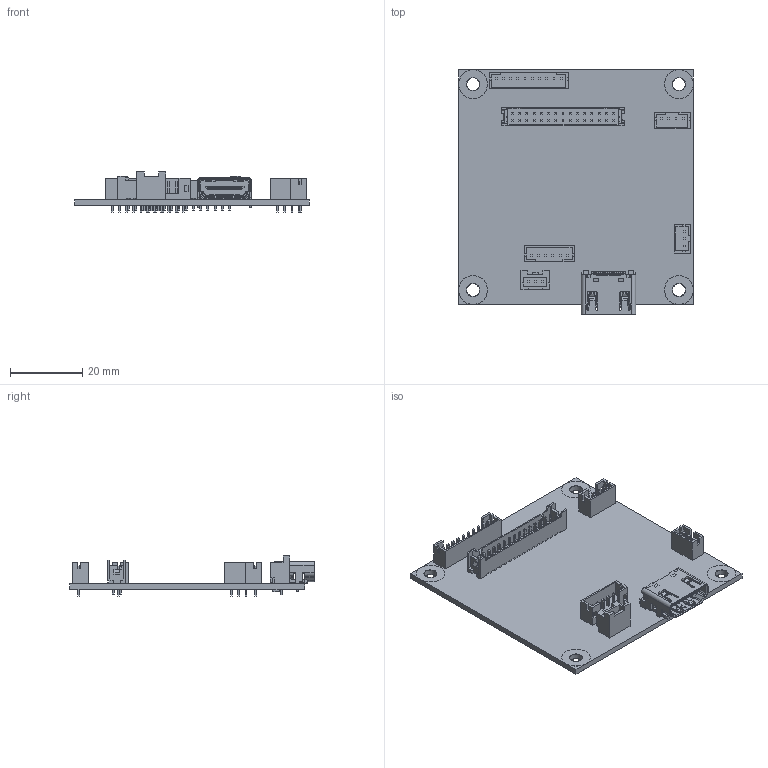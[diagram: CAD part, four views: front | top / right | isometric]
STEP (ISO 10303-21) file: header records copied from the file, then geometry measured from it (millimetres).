
FILE_DESCRIPTION(/* description */ (''),/* implementation_level */ '2;1');
FILE_NAME(/* name */ 'HP_SWAD-A4.stp',/* time_stamp */ '2025-05-09T14:39:44+09:00',/* author */ (''),/* organization */ (''),/* preprocessor_version */ 'ST-DEVELOPER v20',/* originating_system */ 'Autodesk Inventor 2024',/* authorisation */ '');
FILE_SCHEMA (('AUTOMOTIVE_DESIGN { 1 0 10303 214 3 1 1 }'));
Products named in the file (1): Part1
Bounding box: 65 x 67.7 x 11.1 mm (x, y, z)
Volume: 8350.3 mm3; surface area: 13108.2 mm2
Topology: 1 solids, 1 shells, 2838 faces, 7701 edges, 4915 vertices
Faces by surface type: plane 2466, cylinder 287, bspline 77, cone 8
Full cylindrical faces by diameter (mm): 3.5 x4, 3.6 x8
Entity records: 91273 total; most frequent: CARTESIAN_POINT 19464, ORIENTED_EDGE 15434, DIRECTION 13767, EDGE_CURVE 7717, LINE 6885, VECTOR 6885, VERTEX_POINT 4915, AXIS2_PLACEMENT_3D 3441
